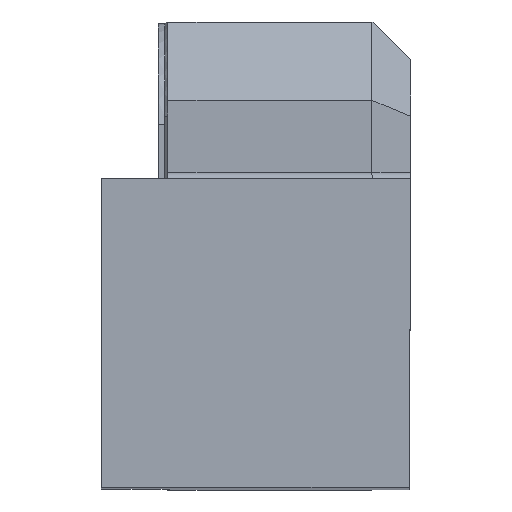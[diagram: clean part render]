
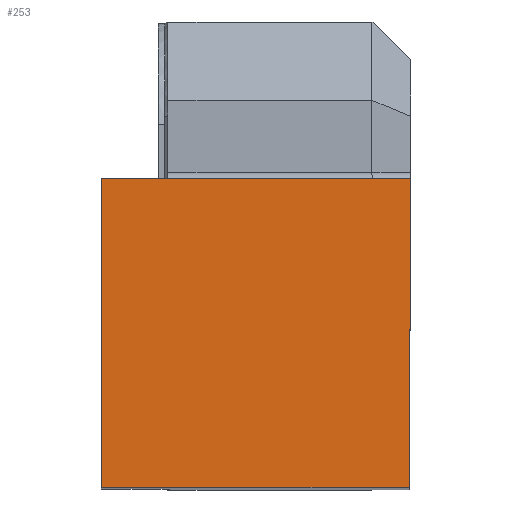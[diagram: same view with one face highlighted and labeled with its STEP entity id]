
A CAD part, top view. The second image highlights one B-rep face of the part: STEP entity #253.
In plain terms, the highlighted planar face has unit normal (0, 0, 1).
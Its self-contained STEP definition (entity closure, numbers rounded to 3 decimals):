
#77=PLANE('',#928);
#103=FACE_OUTER_BOUND('',#374,.T.);
#152=LINE('',#1360,#211);
#157=LINE('',#1372,#216);
#160=LINE('',#1378,#219);
#164=LINE('',#1388,#223);
#211=VECTOR('',#1070,1.);
#216=VECTOR('',#1079,1.);
#219=VECTOR('',#1084,1.);
#223=VECTOR('',#1092,1.);
#253=ADVANCED_FACE('',(#103),#77,.F.);
#374=EDGE_LOOP('',(#507,#508,#509,#510));
#507=ORIENTED_EDGE('',*,*,#771,.F.);
#508=ORIENTED_EDGE('',*,*,#785,.F.);
#509=ORIENTED_EDGE('',*,*,#780,.F.);
#510=ORIENTED_EDGE('',*,*,#777,.F.);
#685=VERTEX_POINT('',#1359);
#686=VERTEX_POINT('',#1361);
#691=VERTEX_POINT('',#1373);
#693=VERTEX_POINT('',#1379);
#771=EDGE_CURVE('',#685,#686,#152,.T.);
#777=EDGE_CURVE('',#686,#691,#157,.T.);
#780=EDGE_CURVE('',#691,#693,#160,.T.);
#785=EDGE_CURVE('',#693,#685,#164,.T.);
#928=AXIS2_PLACEMENT_3D('',#1391,#1096,#1097);
#1070=DIRECTION('',(-0.004,-1.,0.));
#1079=DIRECTION('',(-1.,0.,0.));
#1084=DIRECTION('',(0.,1.,0.));
#1092=DIRECTION('',(1.,0.,0.));
#1096=DIRECTION('',(0.,0.,-1.));
#1097=DIRECTION('',(-1.,0.,0.));
#1359=CARTESIAN_POINT('',(0.,31.85,0.));
#1360=CARTESIAN_POINT('',(0.,31.85,0.));
#1361=CARTESIAN_POINT('',(-0.139,0.,0.));
#1372=CARTESIAN_POINT('',(-0.139,0.,0.));
#1373=CARTESIAN_POINT('',(-31.85,0.,0.));
#1378=CARTESIAN_POINT('',(-31.85,0.,0.));
#1379=CARTESIAN_POINT('',(-31.85,31.85,0.));
#1388=CARTESIAN_POINT('',(-31.85,31.85,0.));
#1391=CARTESIAN_POINT('',(-0.139,0.,0.));
